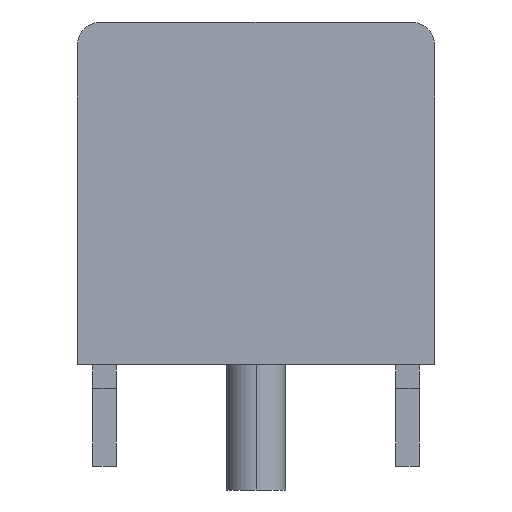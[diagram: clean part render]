
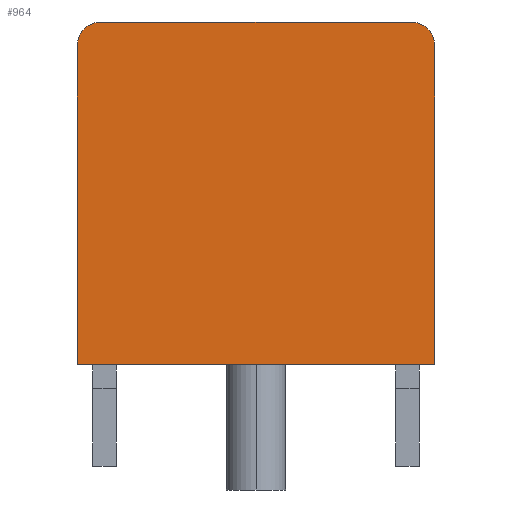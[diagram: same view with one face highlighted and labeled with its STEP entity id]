
A CAD part, left-side view. The second image highlights one B-rep face of the part: STEP entity #964.
In plain terms, the highlighted planar face has unit normal (-1, 0, 0).
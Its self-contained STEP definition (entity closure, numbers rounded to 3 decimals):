
#675=CARTESIAN_POINT('',(-5.5,-5.766,12.066));
#676=VERTEX_POINT('',#675);
#692=CARTESIAN_POINT('',(-5.5,-5.2,12.3));
#693=VERTEX_POINT('',#692);
#700=CARTESIAN_POINT('',(-5.5,-5.2,11.5));
#701=DIRECTION('',(1.0,0.0,0.0));
#702=DIRECTION('',(0.0,-0.707,0.707));
#703=AXIS2_PLACEMENT_3D('',#700,#701,#702);
#704=CIRCLE('',#703,0.8);
#705=EDGE_CURVE('',#693,#676,#704,.T.);
#715=CARTESIAN_POINT('',(-5.5,5.766,12.066));
#716=VERTEX_POINT('',#715);
#725=CARTESIAN_POINT('',(-5.5,5.2,12.3));
#726=VERTEX_POINT('',#725);
#727=CARTESIAN_POINT('',(-5.5,5.2,11.5));
#728=DIRECTION('',(1.0,0.0,0.0));
#729=DIRECTION('',(0.0,0.707,0.707));
#730=AXIS2_PLACEMENT_3D('',#727,#728,#729);
#731=CIRCLE('',#730,0.8);
#732=EDGE_CURVE('',#716,#726,#731,.T.);
#767=CARTESIAN_POINT('',(-5.5,6.,11.5));
#768=VERTEX_POINT('',#767);
#775=CARTESIAN_POINT('',(-5.5,5.2,11.5));
#776=DIRECTION('',(1.0,0.0,0.0));
#777=DIRECTION('',(0.0,0.707,0.707));
#778=AXIS2_PLACEMENT_3D('',#775,#776,#777);
#779=CIRCLE('',#778,0.8);
#780=EDGE_CURVE('',#768,#716,#779,.T.);
#849=CARTESIAN_POINT('',(-5.5,-5.2,12.3));
#850=DIRECTION('',(0.0,1.0,0.0));
#851=VECTOR('',#850,10.4);
#852=LINE('',#849,#851);
#853=EDGE_CURVE('',#693,#726,#852,.T.);
#866=CARTESIAN_POINT('',(-5.5,-6.,11.5));
#867=VERTEX_POINT('',#866);
#868=CARTESIAN_POINT('',(-5.5,-5.2,11.5));
#869=DIRECTION('',(1.0,0.0,0.0));
#870=DIRECTION('',(0.0,-0.707,0.707));
#871=AXIS2_PLACEMENT_3D('',#868,#869,#870);
#872=CIRCLE('',#871,0.8);
#873=EDGE_CURVE('',#676,#867,#872,.T.);
#919=CARTESIAN_POINT('',(-5.5,-6.,0.8));
#920=VERTEX_POINT('',#919);
#921=CARTESIAN_POINT('',(-5.5,-6.,0.8));
#922=DIRECTION('',(0.0,0.0,1.0));
#923=VECTOR('',#922,10.7);
#924=LINE('',#921,#923);
#925=EDGE_CURVE('',#920,#867,#924,.T.);
#937=CARTESIAN_POINT('',(-5.5,-6.,0.8));
#938=DIRECTION('',(-1.0,0.0,0.0));
#939=DIRECTION('',(0.0,0.0,1.0));
#940=AXIS2_PLACEMENT_3D('',#937,#938,#939);
#941=PLANE('',#940);
#942=ORIENTED_EDGE('',*,*,#780,.F.);
#943=CARTESIAN_POINT('',(-5.5,6.,0.8));
#944=VERTEX_POINT('',#943);
#945=CARTESIAN_POINT('',(-5.5,6.,0.8));
#946=DIRECTION('',(0.0,0.0,1.0));
#947=VECTOR('',#946,10.7);
#948=LINE('',#945,#947);
#949=EDGE_CURVE('',#944,#768,#948,.T.);
#950=ORIENTED_EDGE('',*,*,#949,.F.);
#951=CARTESIAN_POINT('',(-5.5,6.,0.8));
#952=DIRECTION('',(0.0,-1.0,0.0));
#953=VECTOR('',#952,12.0);
#954=LINE('',#951,#953);
#955=EDGE_CURVE('',#944,#920,#954,.T.);
#956=ORIENTED_EDGE('',*,*,#955,.T.);
#957=ORIENTED_EDGE('',*,*,#925,.T.);
#958=ORIENTED_EDGE('',*,*,#873,.F.);
#959=ORIENTED_EDGE('',*,*,#705,.F.);
#960=ORIENTED_EDGE('',*,*,#853,.T.);
#961=ORIENTED_EDGE('',*,*,#732,.F.);
#962=EDGE_LOOP('',(#942,#950,#956,#957,#958,#959,#960,#961));
#963=FACE_OUTER_BOUND('',#962,.T.);
#964=ADVANCED_FACE('',(#963),#941,.T.);
